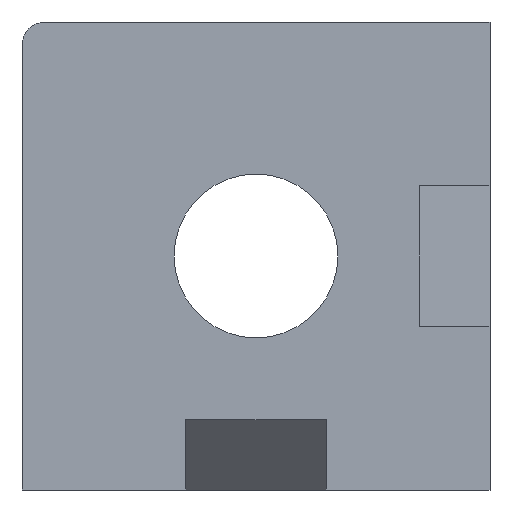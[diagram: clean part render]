
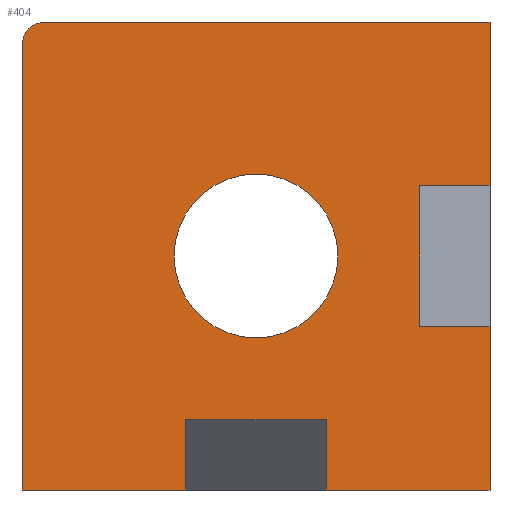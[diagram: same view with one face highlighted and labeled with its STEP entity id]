
A CAD part, left-side view. The second image highlights one B-rep face of the part: STEP entity #404.
In plain terms, the highlighted planar face has unit normal (-1, 0, 0).
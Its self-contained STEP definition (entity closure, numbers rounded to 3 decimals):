
#73=CARTESIAN_POINT('',(-20.0,13.0,0.0));
#74=VERTEX_POINT('',#73);
#75=CARTESIAN_POINT('',(-20.0,13.0,3.0));
#76=VERTEX_POINT('',#75);
#77=CARTESIAN_POINT('',(-20.0,13.0,0.0));
#78=DIRECTION('',(0.0,0.0,1.0));
#79=VECTOR('',#78,3.0);
#80=LINE('',#77,#79);
#81=EDGE_CURVE('',#74,#76,#80,.T.);
#105=CARTESIAN_POINT('',(-20.0,7.0,3.0));
#106=VERTEX_POINT('',#105);
#107=CARTESIAN_POINT('',(-20.,13.0,3.));
#108=DIRECTION('',(0.0,-1.0,0.0));
#109=VECTOR('',#108,6.0);
#110=LINE('',#107,#109);
#111=EDGE_CURVE('',#76,#106,#110,.T.);
#136=CARTESIAN_POINT('',(-20.0,7.0,0.0));
#137=VERTEX_POINT('',#136);
#138=CARTESIAN_POINT('',(-20.0,7.0,3.0));
#139=DIRECTION('',(0.0,0.0,-1.0));
#140=VECTOR('',#139,3.0);
#141=LINE('',#138,#140);
#142=EDGE_CURVE('',#106,#137,#141,.T.);
#162=CARTESIAN_POINT('',(-20.0,20.0,0.0));
#163=VERTEX_POINT('',#162);
#164=CARTESIAN_POINT('',(-20.0,13.0,0.0));
#165=DIRECTION('',(0.0,1.0,0.0));
#166=VECTOR('',#165,7.0);
#167=LINE('',#164,#166);
#168=EDGE_CURVE('',#74,#163,#167,.T.);
#227=CARTESIAN_POINT('',(-20.0,0.0,0.0));
#228=VERTEX_POINT('',#227);
#235=CARTESIAN_POINT('',(-20.0,0.0,0.0));
#236=DIRECTION('',(0.0,1.0,0.0));
#237=VECTOR('',#236,7.0);
#238=LINE('',#235,#237);
#239=EDGE_CURVE('',#228,#137,#238,.T.);
#260=CARTESIAN_POINT('',(-20.0,0.0,13.0));
#261=VERTEX_POINT('',#260);
#270=CARTESIAN_POINT('',(-20.0,3.0,13.0));
#271=VERTEX_POINT('',#270);
#272=CARTESIAN_POINT('',(-20.,3.0,13.0));
#273=DIRECTION('',(0.0,-1.0,0.0));
#274=VECTOR('',#273,3.0);
#275=LINE('',#272,#274);
#276=EDGE_CURVE('',#271,#261,#275,.T.);
#301=CARTESIAN_POINT('',(-20.0,3.0,7.0));
#302=VERTEX_POINT('',#301);
#303=CARTESIAN_POINT('',(-20.,3.,7.));
#304=DIRECTION('',(0.0,0.0,1.0));
#305=VECTOR('',#304,6.);
#306=LINE('',#303,#305);
#307=EDGE_CURVE('',#302,#271,#306,.T.);
#323=CARTESIAN_POINT('',(-20.0,0.0,7.0));
#324=VERTEX_POINT('',#323);
#332=CARTESIAN_POINT('',(-20.,0.0,7.0));
#333=DIRECTION('',(0.0,1.0,0.0));
#334=VECTOR('',#333,3.0);
#335=LINE('',#332,#334);
#336=EDGE_CURVE('',#324,#302,#335,.T.);
#341=CARTESIAN_POINT('',(-20.0,0.0,0.0));
#342=DIRECTION('',(-1.0,0.0,0.0));
#343=DIRECTION('',(0.0,0.0,1.0));
#344=AXIS2_PLACEMENT_3D('',#341,#342,#343);
#345=PLANE('',#344);
#346=ORIENTED_EDGE('',*,*,#142,.T.);
#347=ORIENTED_EDGE('',*,*,#239,.F.);
#348=CARTESIAN_POINT('',(-20.0,0.0,0.0));
#349=DIRECTION('',(0.0,0.0,1.0));
#350=VECTOR('',#349,7.0);
#351=LINE('',#348,#350);
#352=EDGE_CURVE('',#228,#324,#351,.T.);
#353=ORIENTED_EDGE('',*,*,#352,.T.);
#354=ORIENTED_EDGE('',*,*,#336,.T.);
#355=ORIENTED_EDGE('',*,*,#307,.T.);
#356=ORIENTED_EDGE('',*,*,#276,.T.);
#357=CARTESIAN_POINT('',(-20.,0.0,20.0));
#358=VERTEX_POINT('',#357);
#359=CARTESIAN_POINT('',(-20.,0.0,13.0));
#360=DIRECTION('',(0.0,0.0,1.0));
#361=VECTOR('',#360,7.0);
#362=LINE('',#359,#361);
#363=EDGE_CURVE('',#261,#358,#362,.T.);
#364=ORIENTED_EDGE('',*,*,#363,.T.);
#365=CARTESIAN_POINT('',(-20.,19.0,20.0));
#366=VERTEX_POINT('',#365);
#367=CARTESIAN_POINT('',(-20.,0.0,20.0));
#368=DIRECTION('',(0.0,1.0,0.0));
#369=VECTOR('',#368,19.0);
#370=LINE('',#367,#369);
#371=EDGE_CURVE('',#358,#366,#370,.T.);
#372=ORIENTED_EDGE('',*,*,#371,.T.);
#373=CARTESIAN_POINT('',(-20.,20.0,19.0));
#374=VERTEX_POINT('',#373);
#375=CARTESIAN_POINT('',(-20.0,19.0,19.0));
#376=DIRECTION('',(1.0,0.0,0.0));
#377=DIRECTION('',(0.0,0.707,0.707));
#378=AXIS2_PLACEMENT_3D('',#375,#376,#377);
#379=CIRCLE('',#378,1.0);
#380=EDGE_CURVE('',#374,#366,#379,.T.);
#381=ORIENTED_EDGE('',*,*,#380,.F.);
#382=CARTESIAN_POINT('',(-20.0,20.0,0.0));
#383=DIRECTION('',(0.0,0.0,1.0));
#384=VECTOR('',#383,19.0);
#385=LINE('',#382,#384);
#386=EDGE_CURVE('',#163,#374,#385,.T.);
#387=ORIENTED_EDGE('',*,*,#386,.F.);
#388=ORIENTED_EDGE('',*,*,#168,.F.);
#389=ORIENTED_EDGE('',*,*,#81,.T.);
#390=ORIENTED_EDGE('',*,*,#111,.T.);
#391=EDGE_LOOP('',(#346,#347,#353,#354,#355,#356,#364,#372,#381,#387,#388,#389,#390));
#392=FACE_OUTER_BOUND('',#391,.T.);
#393=CARTESIAN_POINT('',(-20.,10.0,6.5));
#394=VERTEX_POINT('',#393);
#395=CARTESIAN_POINT('',(-20.,10.0,10.));
#396=DIRECTION('',(1.0,0.0,0.0));
#397=DIRECTION('',(0.0,0.0,1.0));
#398=AXIS2_PLACEMENT_3D('',#395,#396,#397);
#399=CIRCLE('',#398,3.5);
#400=EDGE_CURVE('',#394,#394,#399,.T.);
#401=ORIENTED_EDGE('',*,*,#400,.T.);
#402=EDGE_LOOP('',(#401));
#403=FACE_BOUND('',#402,.T.);
#404=ADVANCED_FACE('',(#392,#403),#345,.T.);
